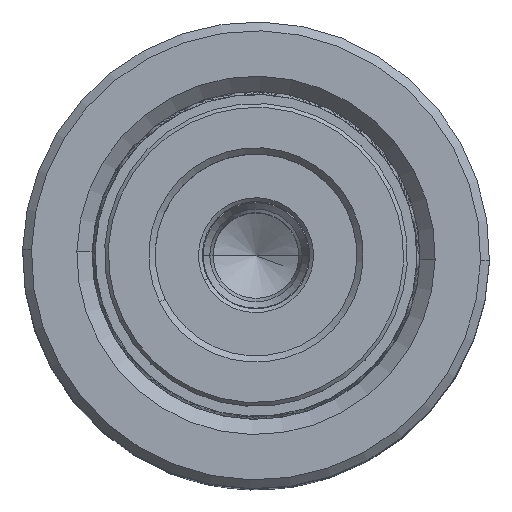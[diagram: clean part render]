
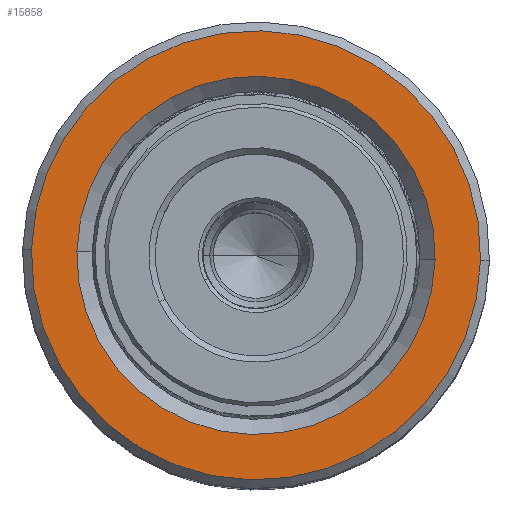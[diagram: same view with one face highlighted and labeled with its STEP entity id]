
A CAD part, top view. The second image highlights one B-rep face of the part: STEP entity #15858.
In plain terms, the highlighted planar face has unit normal (0, 0, 1).
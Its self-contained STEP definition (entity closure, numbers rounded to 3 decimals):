
#822 = CARTESIAN_POINT ( 'NONE',  ( -17.8, 0., 60. ) ) ;
#851 = DIRECTION ( 'NONE',  ( 1., 0., 0. ) ) ;
#2069 = CIRCLE ( 'NONE', #28750, 14.2 ) ;
#2279 = CARTESIAN_POINT ( 'NONE',  ( 0., 0., 60. ) ) ;
#2526 = VERTEX_POINT ( 'NONE', #31945 ) ;
#2803 = DIRECTION ( 'NONE',  ( 0., 0., 1. ) ) ;
#5445 = CARTESIAN_POINT ( 'NONE',  ( 14.2, 0., 60. ) ) ;
#6463 = AXIS2_PLACEMENT_3D ( 'NONE', #31566, #23556, #7238 ) ;
#7238 = DIRECTION ( 'NONE',  ( 1., 0., 0. ) ) ;
#8032 = EDGE_CURVE ( 'NONE', #24074, #26712, #21337, .T. ) ;
#8387 = EDGE_CURVE ( 'NONE', #2526, #18854, #2069, .T. ) ;
#10209 = EDGE_LOOP ( 'NONE', ( #28746, #26247 ) ) ;
#10278 = CARTESIAN_POINT ( 'NONE',  ( 0., 0., 60. ) ) ;
#10453 = FACE_BOUND ( 'NONE', #10209, .T. ) ;
#12290 = AXIS2_PLACEMENT_3D ( 'NONE', #10278, #2803, #21271 ) ;
#14798 = EDGE_CURVE ( 'NONE', #18854, #2526, #28805, .T. ) ;
#15858 = ADVANCED_FACE ( 'NONE', ( #29810, #10453 ), #16314, .T. ) ;
#16314 = PLANE ( 'NONE',  #12290 ) ;
#17175 = DIRECTION ( 'NONE',  ( 0., 0., -1. ) ) ;
#18841 = ORIENTED_EDGE ( 'NONE', *, *, #8032, .T. ) ;
#18854 = VERTEX_POINT ( 'NONE', #5445 ) ;
#19348 = DIRECTION ( 'NONE',  ( 0., 0., -1. ) ) ;
#21271 = DIRECTION ( 'NONE',  ( 1., 0., 0. ) ) ;
#21337 = CIRCLE ( 'NONE', #30440, 17.8 ) ;
#23024 = CARTESIAN_POINT ( 'NONE',  ( 0., 0., 60. ) ) ;
#23556 = DIRECTION ( 'NONE',  ( 0., 0., 1. ) ) ;
#24074 = VERTEX_POINT ( 'NONE', #33350 ) ;
#25189 = CIRCLE ( 'NONE', #6463, 17.8 ) ;
#25678 = DIRECTION ( 'NONE',  ( 1., 0., 0. ) ) ;
#25900 = EDGE_CURVE ( 'NONE', #26712, #24074, #25189, .T. ) ;
#26247 = ORIENTED_EDGE ( 'NONE', *, *, #8387, .T. ) ;
#26712 = VERTEX_POINT ( 'NONE', #822 ) ;
#26791 = EDGE_LOOP ( 'NONE', ( #30074, #18841 ) ) ;
#27017 = AXIS2_PLACEMENT_3D ( 'NONE', #2279, #17175, #851 ) ;
#28746 = ORIENTED_EDGE ( 'NONE', *, *, #14798, .T. ) ;
#28750 = AXIS2_PLACEMENT_3D ( 'NONE', #30192, #19348, #25678 ) ;
#28805 = CIRCLE ( 'NONE', #27017, 14.2 ) ;
#28900 = DIRECTION ( 'NONE',  ( 1., 0., 0. ) ) ;
#29810 = FACE_OUTER_BOUND ( 'NONE', #26791, .T. ) ;
#30074 = ORIENTED_EDGE ( 'NONE', *, *, #25900, .T. ) ;
#30192 = CARTESIAN_POINT ( 'NONE',  ( 0., 0., 60. ) ) ;
#30440 = AXIS2_PLACEMENT_3D ( 'NONE', #23024, #33868, #28900 ) ;
#31566 = CARTESIAN_POINT ( 'NONE',  ( 0., 0., 60. ) ) ;
#31945 = CARTESIAN_POINT ( 'NONE',  ( -14.2, 0., 60. ) ) ;
#33350 = CARTESIAN_POINT ( 'NONE',  ( 17.8, 0., 60. ) ) ;
#33868 = DIRECTION ( 'NONE',  ( 0., 0., 1. ) ) ;
